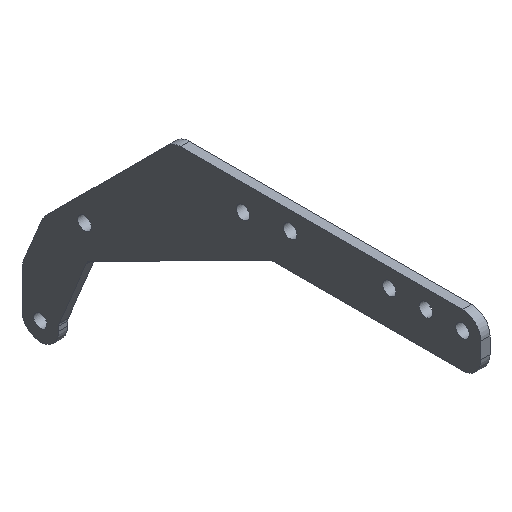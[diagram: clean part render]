
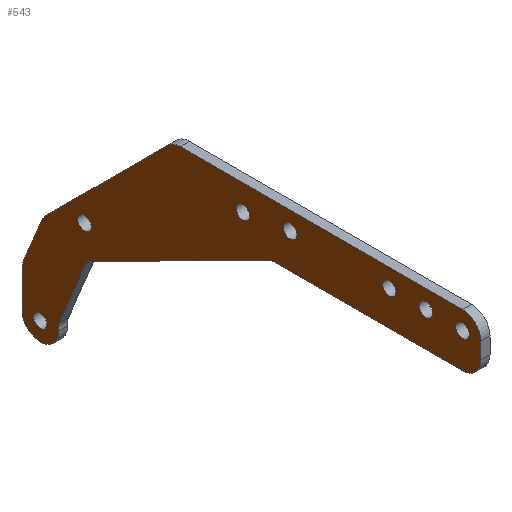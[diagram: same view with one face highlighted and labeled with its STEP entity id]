
A CAD part, isometric view. The second image highlights one B-rep face of the part: STEP entity #543.
In plain terms, the highlighted planar face has unit normal (-1, 0, 0).
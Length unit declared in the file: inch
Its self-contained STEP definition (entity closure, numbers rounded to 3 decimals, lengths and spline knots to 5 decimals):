
#22=FACE_BOUND('',#101,.T.);
#23=FACE_BOUND('',#102,.T.);
#24=FACE_BOUND('',#103,.T.);
#25=FACE_BOUND('',#104,.T.);
#26=FACE_BOUND('',#105,.T.);
#27=FACE_BOUND('',#106,.T.);
#28=FACE_BOUND('',#107,.T.);
#39=PLANE('',#604);
#66=FACE_OUTER_BOUND('',#100,.T.);
#100=EDGE_LOOP('',(#476,#477,#478,#479,#480,#481,#482,#483,#484,#485,#486,
#487,#488,#489,#490,#491,#492,#493));
#101=EDGE_LOOP('',(#494));
#102=EDGE_LOOP('',(#495));
#103=EDGE_LOOP('',(#496));
#104=EDGE_LOOP('',(#497));
#105=EDGE_LOOP('',(#498));
#106=EDGE_LOOP('',(#499));
#107=EDGE_LOOP('',(#500));
#110=LINE('',#780,#153);
#116=LINE('',#795,#159);
#123=LINE('',#827,#166);
#127=LINE('',#837,#170);
#130=LINE('',#843,#173);
#143=LINE('',#902,#186);
#146=LINE('',#909,#189);
#148=LINE('',#913,#191);
#150=LINE('',#919,#193);
#153=VECTOR('',#617,0.3937);
#159=VECTOR('',#631,0.3937);
#166=VECTOR('',#664,0.3937);
#170=VECTOR('',#676,0.3937);
#173=VECTOR('',#681,0.3937);
#186=VECTOR('',#744,0.3937);
#189=VECTOR('',#753,0.3937);
#191=VECTOR('',#757,0.3937);
#193=VECTOR('',#765,0.3937);
#194=CIRCLE('',#547,0.1);
#196=CIRCLE('',#551,0.1);
#198=CIRCLE('',#555,0.09);
#200=CIRCLE('',#558,0.09);
#203=CIRCLE('',#562,0.25);
#205=CIRCLE('',#565,0.089);
#207=CIRCLE('',#569,0.25);
#217=CIRCLE('',#583,0.25);
#218=CIRCLE('',#585,0.25);
#219=CIRCLE('',#587,0.0915);
#220=CIRCLE('',#589,0.0915);
#221=CIRCLE('',#591,0.0915);
#222=CIRCLE('',#593,0.0915);
#223=CIRCLE('',#595,0.25);
#224=CIRCLE('',#598,0.25);
#225=CIRCLE('',#602,0.25);
#226=VERTEX_POINT('',#770);
#227=VERTEX_POINT('',#771);
#230=VERTEX_POINT('',#779);
#232=VERTEX_POINT('',#785);
#233=VERTEX_POINT('',#786);
#236=VERTEX_POINT('',#797);
#238=VERTEX_POINT('',#803);
#241=VERTEX_POINT('',#811);
#243=VERTEX_POINT('',#817);
#246=VERTEX_POINT('',#824);
#247=VERTEX_POINT('',#826);
#249=VERTEX_POINT('',#832);
#251=VERTEX_POINT('',#841);
#264=VERTEX_POINT('',#871);
#265=VERTEX_POINT('',#875);
#266=VERTEX_POINT('',#879);
#267=VERTEX_POINT('',#883);
#268=VERTEX_POINT('',#887);
#269=VERTEX_POINT('',#891);
#270=VERTEX_POINT('',#895);
#271=VERTEX_POINT('',#896);
#272=VERTEX_POINT('',#901);
#273=VERTEX_POINT('',#905);
#274=VERTEX_POINT('',#911);
#275=VERTEX_POINT('',#915);
#276=EDGE_CURVE('',#226,#227,#194,.T.);
#280=EDGE_CURVE('',#227,#230,#110,.T.);
#283=EDGE_CURVE('',#232,#233,#196,.T.);
#288=EDGE_CURVE('',#226,#233,#116,.T.);
#289=EDGE_CURVE('',#236,#236,#198,.T.);
#292=EDGE_CURVE('',#238,#238,#200,.T.);
#296=EDGE_CURVE('',#241,#230,#203,.T.);
#300=EDGE_CURVE('',#243,#243,#205,.T.);
#303=EDGE_CURVE('',#246,#247,#123,.T.);
#307=EDGE_CURVE('',#246,#249,#207,.T.);
#309=EDGE_CURVE('',#249,#241,#127,.T.);
#312=EDGE_CURVE('',#232,#251,#130,.T.);
#326=EDGE_CURVE('',#264,#247,#217,.T.);
#328=EDGE_CURVE('',#265,#251,#218,.T.);
#331=EDGE_CURVE('',#266,#266,#219,.T.);
#333=EDGE_CURVE('',#267,#267,#220,.T.);
#335=EDGE_CURVE('',#268,#268,#221,.T.);
#337=EDGE_CURVE('',#269,#269,#222,.T.);
#338=EDGE_CURVE('',#270,#271,#223,.T.);
#341=EDGE_CURVE('',#271,#272,#143,.T.);
#343=EDGE_CURVE('',#272,#273,#224,.T.);
#345=EDGE_CURVE('',#273,#264,#146,.T.);
#347=EDGE_CURVE('',#274,#265,#148,.T.);
#348=EDGE_CURVE('',#274,#275,#225,.T.);
#350=EDGE_CURVE('',#275,#270,#150,.T.);
#476=ORIENTED_EDGE('',*,*,#312,.T.);
#477=ORIENTED_EDGE('',*,*,#328,.F.);
#478=ORIENTED_EDGE('',*,*,#347,.F.);
#479=ORIENTED_EDGE('',*,*,#348,.T.);
#480=ORIENTED_EDGE('',*,*,#350,.T.);
#481=ORIENTED_EDGE('',*,*,#338,.T.);
#482=ORIENTED_EDGE('',*,*,#341,.T.);
#483=ORIENTED_EDGE('',*,*,#343,.T.);
#484=ORIENTED_EDGE('',*,*,#345,.T.);
#485=ORIENTED_EDGE('',*,*,#326,.T.);
#486=ORIENTED_EDGE('',*,*,#303,.F.);
#487=ORIENTED_EDGE('',*,*,#307,.T.);
#488=ORIENTED_EDGE('',*,*,#309,.T.);
#489=ORIENTED_EDGE('',*,*,#296,.T.);
#490=ORIENTED_EDGE('',*,*,#280,.F.);
#491=ORIENTED_EDGE('',*,*,#276,.F.);
#492=ORIENTED_EDGE('',*,*,#288,.T.);
#493=ORIENTED_EDGE('',*,*,#283,.F.);
#494=ORIENTED_EDGE('',*,*,#289,.T.);
#495=ORIENTED_EDGE('',*,*,#292,.T.);
#496=ORIENTED_EDGE('',*,*,#300,.T.);
#497=ORIENTED_EDGE('',*,*,#337,.T.);
#498=ORIENTED_EDGE('',*,*,#335,.T.);
#499=ORIENTED_EDGE('',*,*,#333,.T.);
#500=ORIENTED_EDGE('',*,*,#331,.T.);
#543=ADVANCED_FACE('',(#66,#22,#23,#24,#25,#26,#27,#28),#39,.T.);
#547=AXIS2_PLACEMENT_3D('',#772,#609,#610);
#551=AXIS2_PLACEMENT_3D('',#787,#622,#623);
#555=AXIS2_PLACEMENT_3D('',#798,#634,#635);
#558=AXIS2_PLACEMENT_3D('',#804,#641,#642);
#562=AXIS2_PLACEMENT_3D('',#812,#650,#651);
#565=AXIS2_PLACEMENT_3D('',#819,#658,#659);
#569=AXIS2_PLACEMENT_3D('',#834,#671,#672);
#583=AXIS2_PLACEMENT_3D('',#872,#708,#709);
#585=AXIS2_PLACEMENT_3D('',#876,#713,#714);
#587=AXIS2_PLACEMENT_3D('',#881,#719,#720);
#589=AXIS2_PLACEMENT_3D('',#885,#724,#725);
#591=AXIS2_PLACEMENT_3D('',#889,#729,#730);
#593=AXIS2_PLACEMENT_3D('',#893,#734,#735);
#595=AXIS2_PLACEMENT_3D('',#897,#738,#739);
#598=AXIS2_PLACEMENT_3D('',#906,#748,#749);
#602=AXIS2_PLACEMENT_3D('',#916,#760,#761);
#604=AXIS2_PLACEMENT_3D('',#920,#766,#767);
#609=DIRECTION('center_axis',(-1.,0.,0.));
#610=DIRECTION('ref_axis',(0.,0.981,0.195));
#617=DIRECTION('',(0.,0.,-1.));
#622=DIRECTION('center_axis',(-1.,0.,0.));
#623=DIRECTION('ref_axis',(0.,0.734,0.679));
#631=DIRECTION('',(0.,-0.383,0.924));
#634=DIRECTION('center_axis',(1.,0.,0.));
#635=DIRECTION('ref_axis',(0.,-1.,0.));
#641=DIRECTION('center_axis',(1.,0.,0.));
#642=DIRECTION('ref_axis',(0.,-1.,0.));
#650=DIRECTION('center_axis',(-1.,0.,0.));
#651=DIRECTION('ref_axis',(0.,1.,0.));
#658=DIRECTION('center_axis',(1.,0.,0.));
#659=DIRECTION('ref_axis',(0.,-1.,0.));
#664=DIRECTION('',(0.,-0.383,0.924));
#671=DIRECTION('center_axis',(-1.,0.,0.));
#672=DIRECTION('ref_axis',(0.,0.924,0.383));
#676=DIRECTION('',(0.,0.,-1.));
#681=DIRECTION('',(0.,-0.892,0.452));
#708=DIRECTION('center_axis',(-1.,0.,0.));
#709=DIRECTION('ref_axis',(0.,0.707,0.707));
#713=DIRECTION('center_axis',(-1.,0.,0.));
#714=DIRECTION('ref_axis',(0.,0.233,0.973));
#719=DIRECTION('center_axis',(1.,0.,0.));
#720=DIRECTION('ref_axis',(0.,-1.,0.));
#724=DIRECTION('center_axis',(1.,0.,0.));
#725=DIRECTION('ref_axis',(0.,-1.,0.));
#729=DIRECTION('center_axis',(1.,0.,0.));
#730=DIRECTION('ref_axis',(0.,-1.,0.));
#734=DIRECTION('center_axis',(1.,0.,0.));
#735=DIRECTION('ref_axis',(0.,-1.,0.));
#738=DIRECTION('center_axis',(-1.,0.,0.));
#739=DIRECTION('ref_axis',(0.,-1.,0.));
#744=DIRECTION('',(0.,1.,0.));
#748=DIRECTION('center_axis',(-1.,0.,0.));
#749=DIRECTION('ref_axis',(0.,0.,1.));
#753=DIRECTION('',(0.,0.707,-0.707));
#757=DIRECTION('',(0.,1.,0.));
#760=DIRECTION('center_axis',(-1.,0.,0.));
#761=DIRECTION('ref_axis',(0.,0.102,-0.995));
#765=DIRECTION('',(0.,0.,1.));
#766=DIRECTION('center_axis',(-1.,0.,0.));
#767=DIRECTION('ref_axis',(0.,-1.,0.));
#770=CARTESIAN_POINT('',(-0.24991,5.01015,-2.66846));
#771=CARTESIAN_POINT('',(-0.24991,5.01777,-2.70673));
#772=CARTESIAN_POINT('Origin',(-0.24991,4.91777,-2.70673));
#779=CARTESIAN_POINT('',(-0.24991,5.01777,-2.76777));
#780=CARTESIAN_POINT('',(-0.24991,5.01777,-2.68684));
#785=CARTESIAN_POINT('',(-0.24991,4.59552,-1.73037));
#786=CARTESIAN_POINT('',(-0.24991,4.64267,-1.78129));
#787=CARTESIAN_POINT('Origin',(-0.24991,4.55029,-1.81955));
#795=CARTESIAN_POINT('',(-0.24991,5.08299,-2.8443));
#797=CARTESIAN_POINT('',(-0.24991,2.59,-0.1));
#798=CARTESIAN_POINT('Origin',(-0.24991,2.5,-0.1));
#803=CARTESIAN_POINT('',(-0.24991,0.59,0.));
#804=CARTESIAN_POINT('Origin',(-0.24991,0.5,0.));
#811=CARTESIAN_POINT('',(-0.24991,5.51777,-2.76777));
#812=CARTESIAN_POINT('Origin',(-0.24991,5.26777,-2.76777));
#817=CARTESIAN_POINT('',(-0.24991,5.35677,-2.76777));
#819=CARTESIAN_POINT('Origin',(-0.24991,5.26777,-2.76777));
#824=CARTESIAN_POINT('',(-0.24991,5.49874,-2.1721));
#826=CARTESIAN_POINT('',(-0.24991,5.24874,-1.56854));
#827=CARTESIAN_POINT('',(-0.24991,5.49874,-2.1721));
#832=CARTESIAN_POINT('',(-0.24991,5.51777,-2.26777));
#834=CARTESIAN_POINT('Origin',(-0.24991,5.26777,-2.26777));
#837=CARTESIAN_POINT('',(-0.24991,5.51777,-2.26777));
#841=CARTESIAN_POINT('',(-0.24991,2.16701,-0.49864));
#843=CARTESIAN_POINT('',(-0.24991,4.90468,-1.88718));
#871=CARTESIAN_POINT('',(-0.24991,5.19454,-1.48744));
#872=CARTESIAN_POINT('Origin',(-0.24991,5.01777,-1.66421));
#875=CARTESIAN_POINT('',(-0.24991,2.05393,-0.47161));
#876=CARTESIAN_POINT('Origin',(-0.24991,2.05393,-0.72161));
#879=CARTESIAN_POINT('',(-0.24991,-0.4085,0.));
#881=CARTESIAN_POINT('Origin',(-0.24991,-0.5,0.));
#883=CARTESIAN_POINT('',(-0.24991,4.75571,-1.31066));
#885=CARTESIAN_POINT('Origin',(-0.24991,4.66421,-1.31066));
#887=CARTESIAN_POINT('',(-0.24991,1.94505,0.));
#889=CARTESIAN_POINT('Origin',(-0.24991,1.85355,0.));
#891=CARTESIAN_POINT('',(-0.24991,0.0915,0.));
#893=CARTESIAN_POINT('Origin',(-0.24991,0.,
0.));
#895=CARTESIAN_POINT('',(-0.24991,-0.75,0.));
#896=CARTESIAN_POINT('',(-0.24991,-0.5,0.25));
#897=CARTESIAN_POINT('Origin',(-0.24991,-0.5,0.));
#901=CARTESIAN_POINT('',(-0.24991,3.35355,0.25));
#902=CARTESIAN_POINT('',(-0.24991,-0.5,0.25));
#905=CARTESIAN_POINT('',(-0.24991,3.53033,0.17678));
#906=CARTESIAN_POINT('Origin',(-0.24991,3.35355,0.));
#909=CARTESIAN_POINT('',(-0.24991,3.53033,0.17678));
#911=CARTESIAN_POINT('',(-0.24991,-0.47438,-0.47161));
#913=CARTESIAN_POINT('',(-0.24991,-0.47438,-0.47161));
#915=CARTESIAN_POINT('',(-0.24991,-0.75,-0.22292));
#916=CARTESIAN_POINT('Origin',(-0.24991,-0.5,-0.22292));
#919=CARTESIAN_POINT('',(-0.24991,-0.75,-0.22292));
#920=CARTESIAN_POINT('Origin',(-0.24991,2.25888,-0.83211));
